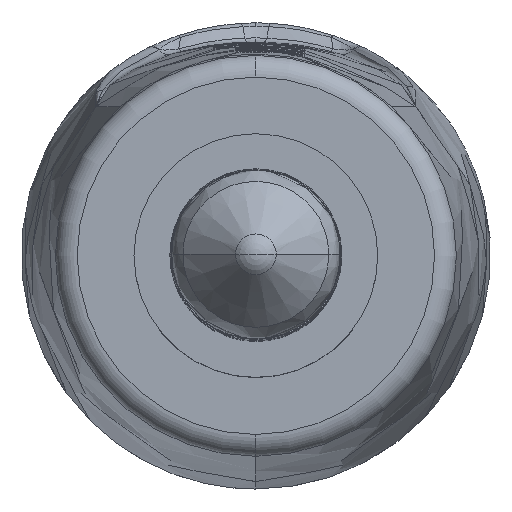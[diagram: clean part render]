
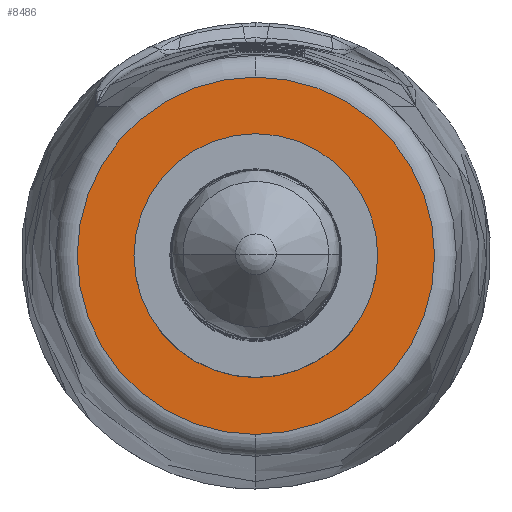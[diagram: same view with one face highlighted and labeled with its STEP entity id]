
A CAD part, top view. The second image highlights one B-rep face of the part: STEP entity #8486.
In plain terms, the highlighted planar face has unit normal (0, 0, 1).
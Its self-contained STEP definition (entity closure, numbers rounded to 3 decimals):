
#57=CARTESIAN_POINT('',(0.,0.,-21.829));
#58=DIRECTION('',(0.,0.,-1.));
#59=DIRECTION('',(0.,-1.,0.));
#60=AXIS2_PLACEMENT_3D('',#57,#58,#59);
#70=CARTESIAN_POINT('',(0.,0.,
-21.829));
#71=DIRECTION('',(0.,0.,1.));
#72=DIRECTION('',(0.,1.,0.));
#73=AXIS2_PLACEMENT_3D('',#70,#71,#72);
#75=CARTESIAN_POINT('',(0.,0.,
-21.829));
#76=DIRECTION('',(0.,0.,1.));
#77=DIRECTION('',(0.,-1.,0.));
#78=AXIS2_PLACEMENT_3D('',#75,#76,#77);
#7478=CARTESIAN_POINT('',(0.,0.,-21.829));
#7479=DIRECTION('',(0.,0.,-1.));
#7480=DIRECTION('',(0.,1.,0.));
#7481=AXIS2_PLACEMENT_3D('',#7478,#7479,#7480);
#8227=CARTESIAN_POINT('',(0.,6.525,
-21.829));
#8228=CARTESIAN_POINT('',(0.,-6.525,
-21.829));
#8229=VERTEX_POINT('',#8227);
#8230=VERTEX_POINT('',#8228);
#8329=CARTESIAN_POINT('',(0.,4.45,-21.829));
#8330=CARTESIAN_POINT('',(0.,-4.45,-21.829));
#8331=VERTEX_POINT('',#8329);
#8332=VERTEX_POINT('',#8330);
#8470=CARTESIAN_POINT('',(0.,0.,-21.829));
#8471=DIRECTION('',(0.,0.,1.));
#8472=DIRECTION('',(1.,0.,0.));
#8473=AXIS2_PLACEMENT_3D('',#8470,#8471,#8472);
#8474=PLANE('',#8473);
#8476=ORIENTED_EDGE('',*,*,#8475,.F.);
#8478=ORIENTED_EDGE('',*,*,#8477,.F.);
#8479=EDGE_LOOP('',(#8476,#8478));
#8480=FACE_OUTER_BOUND('',#8479,.F.);
#8482=ORIENTED_EDGE('',*,*,#8481,.F.);
#8483=ORIENTED_EDGE('',*,*,#8460,.F.);
#8484=EDGE_LOOP('',(#8482,#8483));
#8485=FACE_BOUND('',#8484,.F.);
#8486=ADVANCED_FACE('',(#8480,#8485),#8474,.T.);
#61=CIRCLE('',#60,4.45);
#74=CIRCLE('',#73,6.525);
#79=CIRCLE('',#78,6.525);
#7482=CIRCLE('',#7481,4.45);
#8460=EDGE_CURVE('',#8332,#8331,#61,.T.);
#8475=EDGE_CURVE('',#8229,#8230,#74,.T.);
#8477=EDGE_CURVE('',#8230,#8229,#79,.T.);
#8481=EDGE_CURVE('',#8331,#8332,#7482,.T.);
